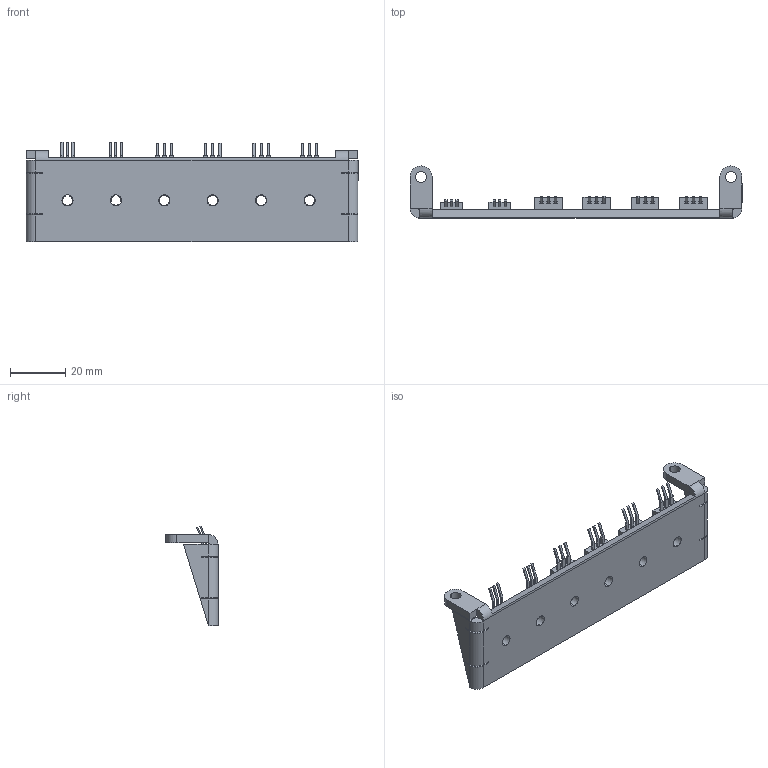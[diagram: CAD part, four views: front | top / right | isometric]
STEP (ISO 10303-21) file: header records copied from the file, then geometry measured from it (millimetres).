
FILE_DESCRIPTION (( 'STEP AP214' ), '1' );
FILE_NAME ('Ðàäèàòîð ñ òðàíçèñòîðàìè, ïðàâàÿ ñáîðêà.STEP', '2023-02-08T11:32:48', ( '' ), ( '' ), 'SwSTEP 2.0', 'SolidWorks 2021', '' );
FILE_SCHEMA (( 'AUTOMOTIVE_DESIGN' ));
Length unit declared in the file: millimetre
Products named in the file (4): Ðàäèàòîð ñ òðàíçèñòîðàìè, ïðàâàÿ ñáîðêà; TO220 (bend); B772 (bend); Ðàäèàòîð äëÿ òðàíçèñòîðîôô
Assembly tree (7 placements, depth 2):
  Ðàäèàòîð ñ òðàíçèñòîðàìè, ïðàâàÿ ñáîðêà
    Ðàäèàòîð äëÿ òðàíçèñòîðîôô
    B772 (bend)  x2
    TO220 (bend)  x4
Bounding box: 120 x 18.86 x 36.1 mm (x, y, z)
Volume: 14129.5 mm3; surface area: 12997.2 mm2
Topology: 11 solids, 11 shells, 728 faces, 1884 edges, 1228 vertices
Faces by surface type: plane 510, bspline 162, cylinder 56
Entity records: 14067 total; most frequent: CARTESIAN_POINT 5501, ORIENTED_EDGE 1536, DIRECTION 1256, EDGE_CURVE 768, LINE 574, VECTOR 574, VERTEX_POINT 498, AXIS2_PLACEMENT_3D 341
